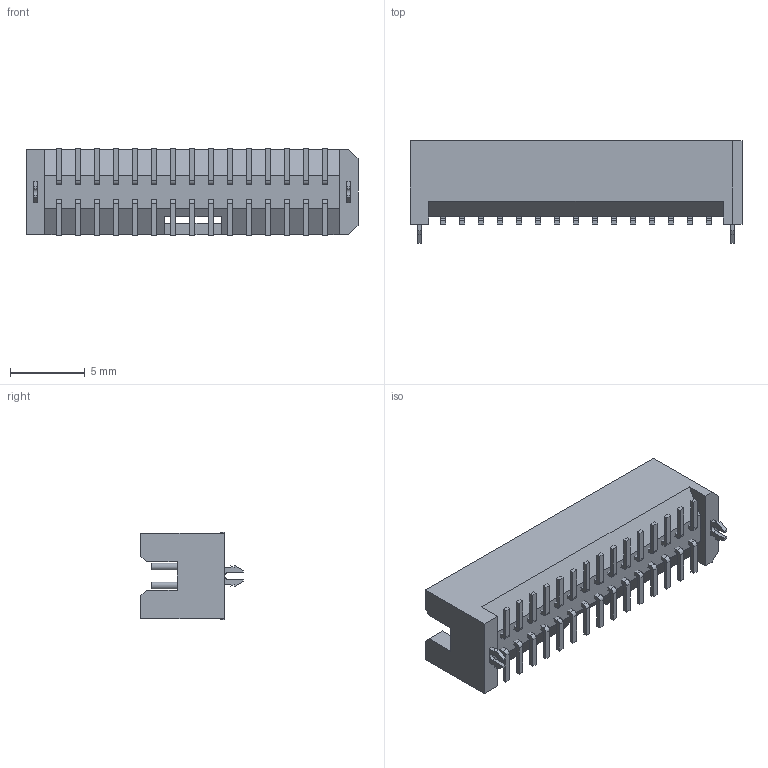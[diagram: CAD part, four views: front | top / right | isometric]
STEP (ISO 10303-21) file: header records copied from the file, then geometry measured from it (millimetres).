
FILE_DESCRIPTION(/* description */ ('STEP AP214'),/* implementation_level */ '2;1');
FILE_NAME(/* name */ 'TFML-115-02-L-D-LC',/* time_stamp */ '2024-07-05T14:25:25+02:00',/* author */ ('License CC BY-ND 4.0'),/* organization */ ('CADENAS'),/* preprocessor_version */ 'ST-DEVELOPER v19.3',/* originating_system */ 'PARTsolutions',/* authorisation */ ' ');
FILE_SCHEMA (('AUTOMOTIVE_DESIGN {1 0 10303 214 3 1 1}'));
Length unit declared in the file: inch
Products named in the file (3): TFML-115-02-L-D-LC; TFML-115-02-L-D-LC_terminal; TFML-115-02-L-D_pins
Assembly tree (2 placements, depth 2):
  TFML-115-02-L-D-LC
    TFML-115-02-L-D-LC_terminal
    TFML-115-02-L-D_pins
Bounding box: 22.23 x 6.86 x 5.84 mm (x, y, z)
Volume: 343.5 mm3; surface area: 1054.2 mm2
Topology: 2 solids, 2 shells, 393 faces, 1098 edges, 739 vertices
Faces by surface type: plane 301, cylinder 92
Full cylindrical faces by diameter (mm): 0.457 x30
Entity records: 12226 total; most frequent: CARTESIAN_POINT 2143, ORIENTED_EDGE 2076, DIRECTION 2014, EDGE_CURVE 1038, LINE 854, VECTOR 854, VERTEX_POINT 709, AXIS2_PLACEMENT_3D 580
